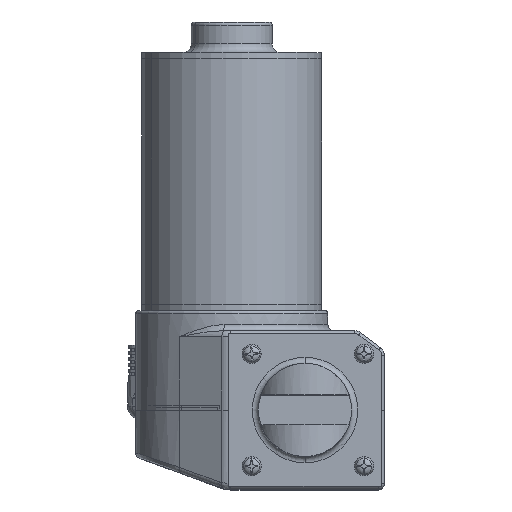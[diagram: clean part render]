
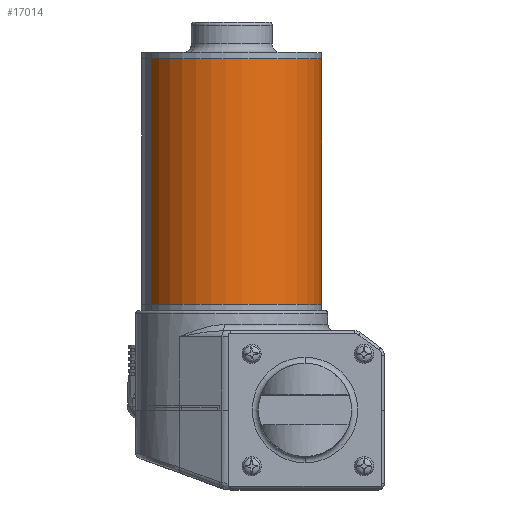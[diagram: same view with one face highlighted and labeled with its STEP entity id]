
A CAD part, top view. The second image highlights one B-rep face of the part: STEP entity #17014.
In plain terms, the highlighted cylindrical face has radius 29.5 mm (diameter 59 mm), a partial arc.
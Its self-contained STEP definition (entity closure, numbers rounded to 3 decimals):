
#175 = FACE_OUTER_BOUND ( 'NONE', #3294, .T. ) ;
#594 = LINE ( 'NONE', #12884, #19121 ) ;
#916 = ORIENTED_EDGE ( 'NONE', *, *, #14038, .F. ) ;
#3294 = EDGE_LOOP ( 'NONE', ( #916, #15304, #24723, #25404 ) ) ;
#5918 = CARTESIAN_POINT ( 'NONE',  ( 29.5, 0., 0. ) ) ;
#6341 = AXIS2_PLACEMENT_3D ( 'NONE', #14212, #30705, #16593 ) ;
#7076 = CARTESIAN_POINT ( 'NONE',  ( 0., 0., 80.5 ) ) ;
#11028 = EDGE_CURVE ( 'NONE', #17088, #19956, #594, .T. ) ;
#12884 = CARTESIAN_POINT ( 'NONE',  ( -29.5, 0., 80.5 ) ) ;
#12921 = DIRECTION ( 'NONE',  ( 0., 0., -1. ) ) ;
#13677 = VERTEX_POINT ( 'NONE', #5918 ) ;
#13804 = EDGE_CURVE ( 'NONE', #26770, #13677, #24255, .T. ) ;
#13962 = DIRECTION ( 'NONE',  ( 0., 0., 1. ) ) ;
#14038 = EDGE_CURVE ( 'NONE', #26770, #17088, #19746, .T. ) ;
#14212 = CARTESIAN_POINT ( 'NONE',  ( 0., 0., 80.5 ) ) ;
#15304 = ORIENTED_EDGE ( 'NONE', *, *, #13804, .T. ) ;
#16593 = DIRECTION ( 'NONE',  ( 1., 0., 0. ) ) ;
#16844 = AXIS2_PLACEMENT_3D ( 'NONE', #28088, #13962, #30461 ) ;
#16872 = DIRECTION ( 'NONE',  ( 0., 0., -1. ) ) ;
#17014 = ADVANCED_FACE ( 'NONE', ( #175 ), #17276, .T. ) ;
#17088 = VERTEX_POINT ( 'NONE', #26531 ) ;
#17120 = CARTESIAN_POINT ( 'NONE',  ( 29.5, 0., 80.5 ) ) ;
#17276 = CYLINDRICAL_SURFACE ( 'NONE', #19694, 29.5 ) ;
#17937 = VECTOR ( 'NONE', #26199, 1000. ) ;
#19121 = VECTOR ( 'NONE', #12921, 1000. ) ;
#19694 = AXIS2_PLACEMENT_3D ( 'NONE', #7076, #16872, #21477 ) ;
#19746 = CIRCLE ( 'NONE', #6341, 29.5 ) ;
#19956 = VERTEX_POINT ( 'NONE', #21866 ) ;
#21477 = DIRECTION ( 'NONE',  ( -1., 0., 0. ) ) ;
#21866 = CARTESIAN_POINT ( 'NONE',  ( -29.5, 0., 0. ) ) ;
#24255 = LINE ( 'NONE', #26084, #17937 ) ;
#24723 = ORIENTED_EDGE ( 'NONE', *, *, #30650, .T. ) ;
#25404 = ORIENTED_EDGE ( 'NONE', *, *, #11028, .F. ) ;
#26084 = CARTESIAN_POINT ( 'NONE',  ( 29.5, 0., 80.5 ) ) ;
#26199 = DIRECTION ( 'NONE',  ( 0., 0., -1. ) ) ;
#26531 = CARTESIAN_POINT ( 'NONE',  ( -29.5, 0., 80.5 ) ) ;
#26770 = VERTEX_POINT ( 'NONE', #17120 ) ;
#28088 = CARTESIAN_POINT ( 'NONE',  ( 0., 0., 0. ) ) ;
#29833 = CIRCLE ( 'NONE', #16844, 29.5 ) ;
#30461 = DIRECTION ( 'NONE',  ( 1., 0., 0. ) ) ;
#30650 = EDGE_CURVE ( 'NONE', #13677, #19956, #29833, .T. ) ;
#30705 = DIRECTION ( 'NONE',  ( 0., 0., 1. ) ) ;
